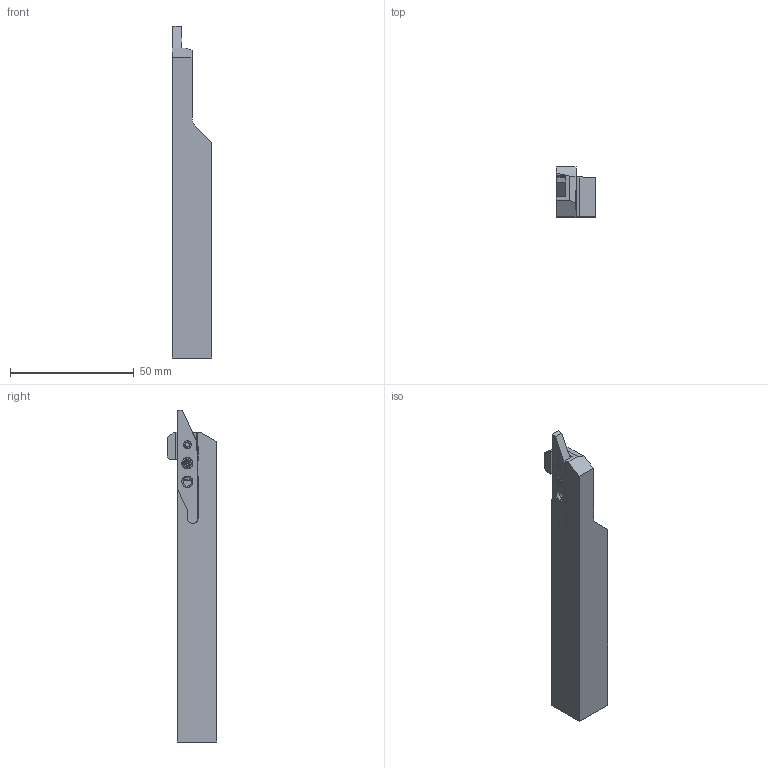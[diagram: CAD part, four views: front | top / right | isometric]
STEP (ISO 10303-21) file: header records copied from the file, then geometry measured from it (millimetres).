
FILE_DESCRIPTION (( 'STEP AP214' ), '1' );
FILE_NAME ('CUT-645-06.STEP', '2017-05-12T08:44:15', ( '' ), ( '' ), 'SwSTEP 2.0', 'SolidWorks 2016', '' );
FILE_SCHEMA (( 'AUTOMOTIVE_DESIGN' ));
Length unit declared in the file: millimetre
Products named in the file (1): CUT-645-06
Bounding box: 16 x 20 x 133.97 mm (x, y, z)
Volume: 27760.8 mm3; surface area: 8687.7 mm2
Topology: 1 solids, 1 shells, 125 faces, 341 edges, 219 vertices
Faces by surface type: plane 54, cylinder 45, torus 14, cone 12
Entity records: 4791 total; most frequent: CARTESIAN_POINT 749, DIRECTION 706, ORIENTED_EDGE 678, EDGE_CURVE 339, AXIS2_PLACEMENT_3D 258, VERTEX_POINT 219, LINE 190, VECTOR 190
